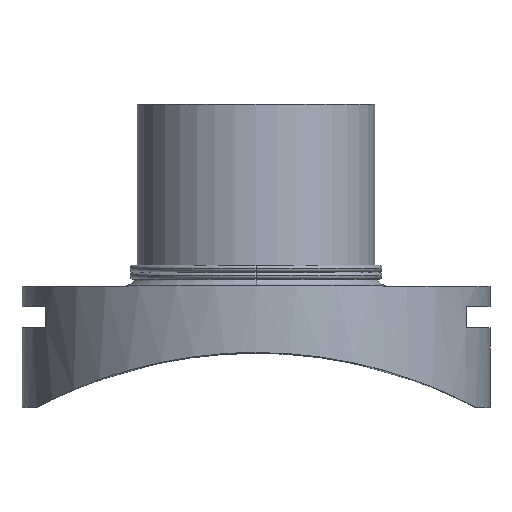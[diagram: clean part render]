
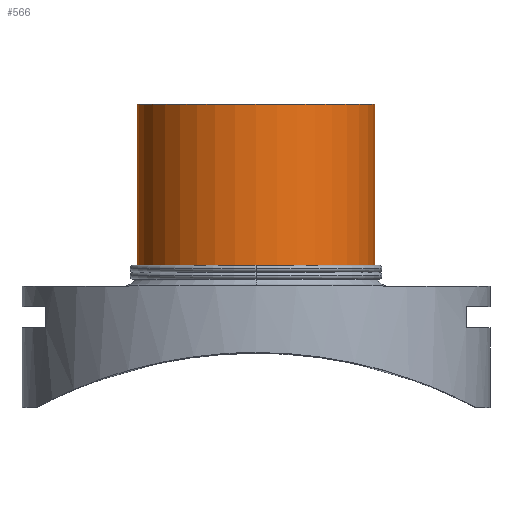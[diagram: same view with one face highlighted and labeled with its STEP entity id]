
A CAD part, top view. The second image highlights one B-rep face of the part: STEP entity #566.
In plain terms, the highlighted cylindrical face has radius 80 mm (diameter 160 mm), a partial arc.
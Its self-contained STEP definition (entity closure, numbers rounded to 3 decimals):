
#274 = EDGE_CURVE( '', #490, #606, #728, .T. );
#278 = EDGE_CURVE( '', #422, #490, #732, .T. );
#310 = VERTEX_POINT( '', #765 );
#338 = EDGE_CURVE( '', #310, #440, #795, .T. );
#422 = VERTEX_POINT( '', #887 );
#440 = VERTEX_POINT( '', #908 );
#490 = VERTEX_POINT( '', #966 );
#566 = ADVANCED_FACE( '', ( #1055 ), #1056, .T. );
#574 = EDGE_CURVE( '', #606, #310, #1066, .T. );
#606 = VERTEX_POINT( '', #1108 );
#658 = EDGE_CURVE( '', #440, #422, #1162, .T. );
#728 = LINE( '', #1265, #1266 );
#732 = CIRCLE( '', #1273, 80. );
#765 = CARTESIAN_POINT( '', ( -80., 204., 0. ) );
#795 = LINE( '', #1356, #1357 );
#887 = CARTESIAN_POINT( '', ( 0., 93.4, 80. ) );
#908 = CARTESIAN_POINT( '', ( -80., 93.4, 0. ) );
#966 = CARTESIAN_POINT( '', ( 80., 93.4, 0. ) );
#1055 = FACE_OUTER_BOUND( '', #1876, .T. );
#1056 = CYLINDRICAL_SURFACE( '', #1877, 80. );
#1066 = CIRCLE( '', #1890, 80. );
#1108 = CARTESIAN_POINT( '', ( 80., 204., 0. ) );
#1162 = CIRCLE( '', #2050, 80. );
#1265 = CARTESIAN_POINT( '', ( 80., 147.667, 0. ) );
#1266 = VECTOR( '', #2108, 1. );
#1273 = AXIS2_PLACEMENT_3D( '', #2110, #2111, #2112 );
#1356 = CARTESIAN_POINT( '', ( -80., 147.667, 0. ) );
#1357 = VECTOR( '', #2194, 1. );
#1876 = EDGE_LOOP( '', ( #2545, #2546, #2547, #2548, #2549 ) );
#1877 = AXIS2_PLACEMENT_3D( '', #2550, #2551, #2552 );
#1890 = AXIS2_PLACEMENT_3D( '', #2570, #2571, #2572 );
#2050 = AXIS2_PLACEMENT_3D( '', #2670, #2671, #2672 );
#2108 = DIRECTION( '', ( 0., 1., 0. ) );
#2110 = CARTESIAN_POINT( '', ( 0., 93.4, 0. ) );
#2111 = DIRECTION( '', ( 0., 1., 0. ) );
#2112 = DIRECTION( '', ( -1., 0., 0. ) );
#2194 = DIRECTION( '', ( 0., -1., 0. ) );
#2545 = ORIENTED_EDGE( '', *, *, #338, .T. );
#2546 = ORIENTED_EDGE( '', *, *, #658, .T. );
#2547 = ORIENTED_EDGE( '', *, *, #278, .T. );
#2548 = ORIENTED_EDGE( '', *, *, #274, .T. );
#2549 = ORIENTED_EDGE( '', *, *, #574, .T. );
#2550 = CARTESIAN_POINT( '', ( 0., 147.667, 0. ) );
#2551 = DIRECTION( '', ( 0., 1., 0. ) );
#2552 = DIRECTION( '', ( -1., 0., 0. ) );
#2570 = CARTESIAN_POINT( '', ( 0., 204., 0. ) );
#2571 = DIRECTION( '', ( 0., -1., 0. ) );
#2572 = DIRECTION( '', ( -1., 0., 0. ) );
#2670 = CARTESIAN_POINT( '', ( 0., 93.4, 0. ) );
#2671 = DIRECTION( '', ( 0., 1., 0. ) );
#2672 = DIRECTION( '', ( -1., 0., 0. ) );
